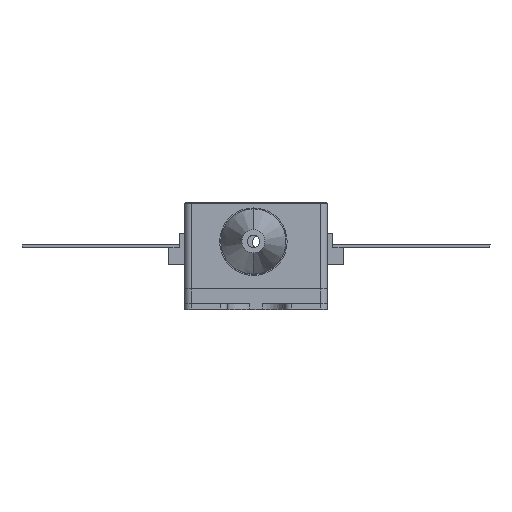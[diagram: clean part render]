
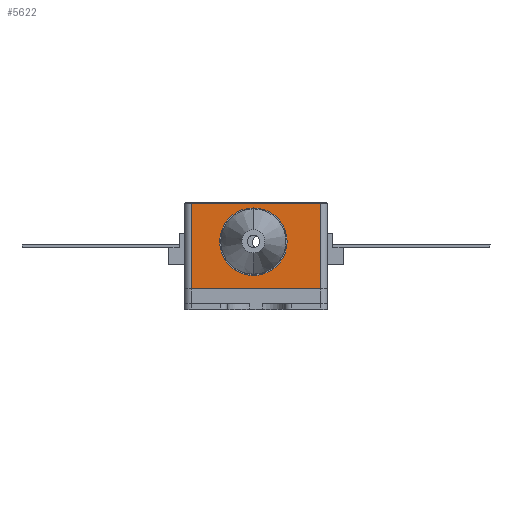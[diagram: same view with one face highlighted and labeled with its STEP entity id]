
A CAD part, top view. The second image highlights one B-rep face of the part: STEP entity #5622.
In plain terms, the highlighted planar face has unit normal (0, 0, 1).
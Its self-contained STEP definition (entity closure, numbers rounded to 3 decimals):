
#428 = CARTESIAN_POINT ( 'NONE',  ( -60.801, -6.252, 47.761 ) ) ;
#487 = CARTESIAN_POINT ( 'NONE',  ( -72.901, -6.252, 47.761 ) ) ;
#529 = EDGE_CURVE ( 'NONE', #9130, #13482, #10679, .T. ) ;
#1446 = DIRECTION ( 'NONE',  ( 0., 0., 1. ) ) ;
#1595 = CIRCLE ( 'NONE', #3565, 1.588 ) ;
#2285 = DIRECTION ( 'NONE',  ( 1., 0., 0. ) ) ;
#2810 = ORIENTED_EDGE ( 'NONE', *, *, #13991, .T. ) ;
#3403 = CARTESIAN_POINT ( 'NONE',  ( -72.301, -6.252, 47.761 ) ) ;
#3565 = AXIS2_PLACEMENT_3D ( 'NONE', #22664, #1446, #13783 ) ;
#3592 = VERTEX_POINT ( 'NONE', #13131 ) ;
#3987 = PLANE ( 'NONE',  #8705 ) ;
#4139 = DIRECTION ( 'NONE',  ( 1., 0., 0. ) ) ;
#5622 = ADVANCED_FACE ( 'NONE', ( #19444, #12218 ), #3987, .T. ) ;
#6123 = DIRECTION ( 'NONE',  ( 0., 1., 0. ) ) ;
#6190 = EDGE_LOOP ( 'NONE', ( #16718, #16330 ) ) ;
#7257 = CARTESIAN_POINT ( 'NONE',  ( -72.901, 1.348, 47.761 ) ) ;
#7889 = CARTESIAN_POINT ( 'NONE',  ( -60.801, 1.348, 47.761 ) ) ;
#8614 = LINE ( 'NONE', #7889, #9444 ) ;
#8705 = AXIS2_PLACEMENT_3D ( 'NONE', #21712, #12847, #2285 ) ;
#9130 = VERTEX_POINT ( 'NONE', #3403 ) ;
#9444 = VECTOR ( 'NONE', #6123, 1000. ) ;
#9561 = CARTESIAN_POINT ( 'NONE',  ( -66.785, -2.052, 47.761 ) ) ;
#9939 = VERTEX_POINT ( 'NONE', #12915 ) ;
#10679 = LINE ( 'NONE', #487, #20099 ) ;
#10768 = DIRECTION ( 'NONE',  ( -1., 0., 0. ) ) ;
#11010 = DIRECTION ( 'NONE',  ( 0., -1., 0. ) ) ;
#12218 = FACE_OUTER_BOUND ( 'NONE', #21886, .T. ) ;
#12847 = DIRECTION ( 'NONE',  ( 0., 0., 1. ) ) ;
#12915 = CARTESIAN_POINT ( 'NONE',  ( -60.801, 1.348, 47.761 ) ) ;
#13030 = DIRECTION ( 'NONE',  ( 1., 0., 0. ) ) ;
#13131 = CARTESIAN_POINT ( 'NONE',  ( -65.198, -2.052, 47.761 ) ) ;
#13482 = VERTEX_POINT ( 'NONE', #428 ) ;
#13783 = DIRECTION ( 'NONE',  ( 1., 0., 0. ) ) ;
#13896 = EDGE_CURVE ( 'NONE', #15995, #3592, #1595, .T. ) ;
#13991 = EDGE_CURVE ( 'NONE', #9939, #20479, #19834, .T. ) ;
#13996 = VECTOR ( 'NONE', #10768, 1000. ) ;
#15995 = VERTEX_POINT ( 'NONE', #18309 ) ;
#16330 = ORIENTED_EDGE ( 'NONE', *, *, #13896, .F. ) ;
#16654 = DIRECTION ( 'NONE',  ( 0., 0., 1. ) ) ;
#16718 = ORIENTED_EDGE ( 'NONE', *, *, #17489, .F. ) ;
#16908 = AXIS2_PLACEMENT_3D ( 'NONE', #9561, #16654, #13030 ) ;
#16937 = VECTOR ( 'NONE', #11010, 1000. ) ;
#17067 = CIRCLE ( 'NONE', #16908, 1.588 ) ;
#17443 = ORIENTED_EDGE ( 'NONE', *, *, #21287, .T. ) ;
#17489 = EDGE_CURVE ( 'NONE', #3592, #15995, #17067, .T. ) ;
#17768 = LINE ( 'NONE', #21649, #16937 ) ;
#18309 = CARTESIAN_POINT ( 'NONE',  ( -68.373, -2.052, 47.761 ) ) ;
#18791 = ORIENTED_EDGE ( 'NONE', *, *, #529, .T. ) ;
#19444 = FACE_BOUND ( 'NONE', #6190, .T. ) ;
#19834 = LINE ( 'NONE', #7257, #13996 ) ;
#20099 = VECTOR ( 'NONE', #4139, 1000. ) ;
#20479 = VERTEX_POINT ( 'NONE', #20964 ) ;
#20820 = EDGE_CURVE ( 'NONE', #20479, #9130, #17768, .T. ) ;
#20964 = CARTESIAN_POINT ( 'NONE',  ( -72.301, 1.348, 47.761 ) ) ;
#21287 = EDGE_CURVE ( 'NONE', #13482, #9939, #8614, .T. ) ;
#21617 = ORIENTED_EDGE ( 'NONE', *, *, #20820, .T. ) ;
#21649 = CARTESIAN_POINT ( 'NONE',  ( -72.301, -6.252, 47.761 ) ) ;
#21712 = CARTESIAN_POINT ( 'NONE',  ( -72.901, -6.252, 47.761 ) ) ;
#21886 = EDGE_LOOP ( 'NONE', ( #2810, #21617, #18791, #17443 ) ) ;
#22664 = CARTESIAN_POINT ( 'NONE',  ( -66.785, -2.052, 47.761 ) ) ;
